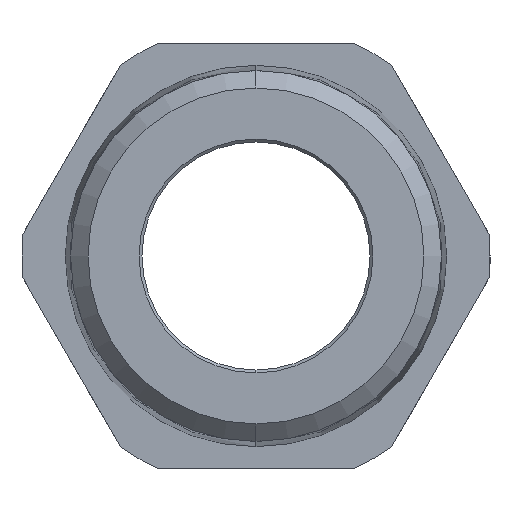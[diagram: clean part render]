
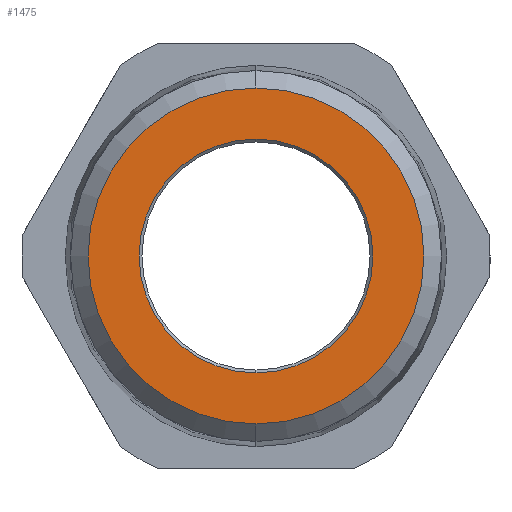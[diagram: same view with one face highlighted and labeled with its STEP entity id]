
A CAD part, left-side view. The second image highlights one B-rep face of the part: STEP entity #1475.
In plain terms, the highlighted planar face has unit normal (-1, 0, 0).
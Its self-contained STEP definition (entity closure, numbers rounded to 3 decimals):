
#50 = ORIENTED_EDGE ( 'NONE', *, *, #2068, .T. ) ;
#133 = DIRECTION ( 'NONE',  ( 1., 0., 0. ) ) ;
#214 = DIRECTION ( 'NONE',  ( 0., 0., -1. ) ) ;
#307 = DIRECTION ( 'NONE',  ( -1., 0., 0. ) ) ;
#428 = AXIS2_PLACEMENT_3D ( 'NONE', #2336, #133, #2553 ) ;
#484 = AXIS2_PLACEMENT_3D ( 'NONE', #2894, #1417, #214 ) ;
#628 = CARTESIAN_POINT ( 'NONE',  ( 0., 0., 14.796 ) ) ;
#697 = PLANE ( 'NONE',  #484 ) ;
#812 = AXIS2_PLACEMENT_3D ( 'NONE', #2703, #307, #2251 ) ;
#852 = DIRECTION ( 'NONE',  ( 0., 0., -1. ) ) ;
#890 = CARTESIAN_POINT ( 'NONE',  ( 0., 0., 10.3 ) ) ;
#979 = ORIENTED_EDGE ( 'NONE', *, *, #1958, .T. ) ;
#1350 = DIRECTION ( 'NONE',  ( -1., 0., 0. ) ) ;
#1414 = VERTEX_POINT ( 'NONE', #628 ) ;
#1417 = DIRECTION ( 'NONE',  ( 1., 0., 0. ) ) ;
#1475 = ADVANCED_FACE ( 'NONE', ( #2169, #1585 ), #697, .F. ) ;
#1551 = VERTEX_POINT ( 'NONE', #2523 ) ;
#1585 = FACE_OUTER_BOUND ( 'NONE', #2285, .T. ) ;
#1626 = CIRCLE ( 'NONE', #3098, 14.796 ) ;
#1760 = EDGE_CURVE ( 'NONE', #1999, #1551, #2276, .T. ) ;
#1847 = CIRCLE ( 'NONE', #428, 10.3 ) ;
#1893 = ORIENTED_EDGE ( 'NONE', *, *, #1760, .T. ) ;
#1958 = EDGE_CURVE ( 'NONE', #1414, #2486, #1626, .T. ) ;
#1999 = VERTEX_POINT ( 'NONE', #890 ) ;
#2068 = EDGE_CURVE ( 'NONE', #2486, #1414, #2432, .T. ) ;
#2077 = CARTESIAN_POINT ( 'NONE',  ( 0., 0., 0. ) ) ;
#2169 = FACE_BOUND ( 'NONE', #2844, .T. ) ;
#2194 = AXIS2_PLACEMENT_3D ( 'NONE', #2077, #3107, #2333 ) ;
#2251 = DIRECTION ( 'NONE',  ( 0., 0., -1. ) ) ;
#2276 = CIRCLE ( 'NONE', #2194, 10.3 ) ;
#2285 = EDGE_LOOP ( 'NONE', ( #50, #979 ) ) ;
#2333 = DIRECTION ( 'NONE',  ( 0., 0., -1. ) ) ;
#2336 = CARTESIAN_POINT ( 'NONE',  ( 0., 0., 0. ) ) ;
#2347 = CARTESIAN_POINT ( 'NONE',  ( 0., 0., 0. ) ) ;
#2432 = CIRCLE ( 'NONE', #812, 14.796 ) ;
#2456 = ORIENTED_EDGE ( 'NONE', *, *, #2945, .T. ) ;
#2486 = VERTEX_POINT ( 'NONE', #2962 ) ;
#2523 = CARTESIAN_POINT ( 'NONE',  ( 0., 0., -10.3 ) ) ;
#2553 = DIRECTION ( 'NONE',  ( 0., 0., -1. ) ) ;
#2703 = CARTESIAN_POINT ( 'NONE',  ( 0., 0., 0. ) ) ;
#2844 = EDGE_LOOP ( 'NONE', ( #1893, #2456 ) ) ;
#2894 = CARTESIAN_POINT ( 'NONE',  ( 0., 0., 0. ) ) ;
#2945 = EDGE_CURVE ( 'NONE', #1551, #1999, #1847, .T. ) ;
#2962 = CARTESIAN_POINT ( 'NONE',  ( 0., 0., -14.796 ) ) ;
#3098 = AXIS2_PLACEMENT_3D ( 'NONE', #2347, #1350, #852 ) ;
#3107 = DIRECTION ( 'NONE',  ( 1., 0., 0. ) ) ;
